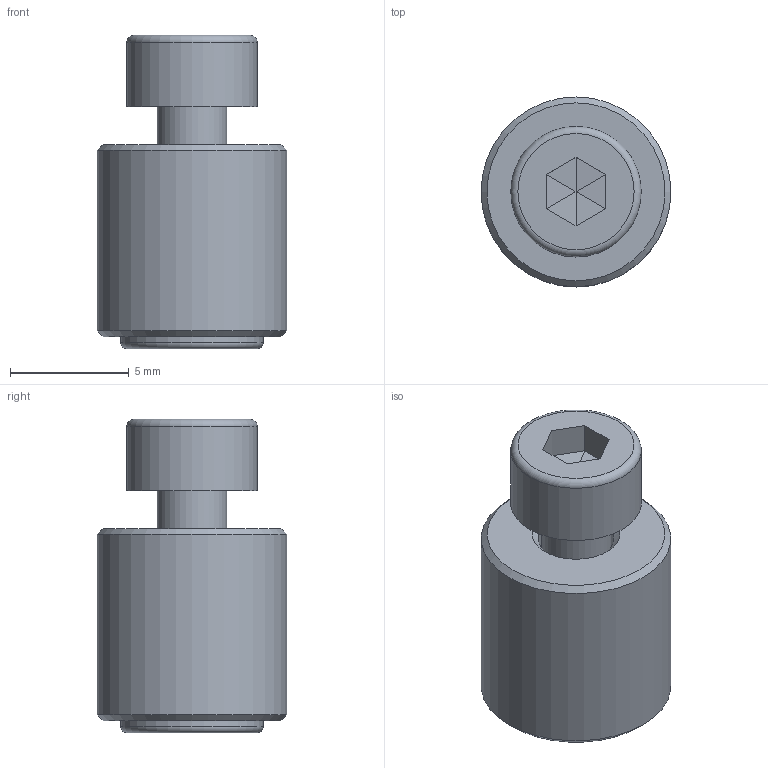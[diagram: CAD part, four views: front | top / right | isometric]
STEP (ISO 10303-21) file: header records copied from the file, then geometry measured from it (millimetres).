
FILE_DESCRIPTION(/* description */ (''),/* implementation_level */ '2;1');
FILE_NAME(/* name */ 'LEDBoardHooker.step',/* time_stamp */ '2026-01-05T18:07:17+08:00',/* author */ (''),/* organization */ (''),/* preprocessor_version */ 'ST-DEVELOPER v20.1',/* originating_system */ 'Autodesk Translation Framework v14.21.0.0',/* authorisation */ '');
FILE_SCHEMA (('AUTOMOTIVE_DESIGN { 1 0 10303 214 3 1 1 }'));
Length unit declared in the file: millimetre
Products named in the file (4): LED Board Hooker; M3 Threaded Insert; N52 M6x2 Magnet; ISO 4762 - M3 x 8 Steel 4.6 Black
Assembly tree (3 placements, depth 2):
  LED Board Hooker
    M3 Threaded Insert
    N52 M6x2 Magnet
    ISO 4762 - M3 x 8 Steel 4.6 Black
Bounding box: 8 x 8 x 13.2 mm (x, y, z)
Volume: 479 mm3; surface area: 796 mm2
Topology: 4 solids, 4 shells, 166 faces, 430 edges, 280 vertices
Faces by surface type: bspline 78, cylinder 37, plane 27, cone 21, torus 3
Full cylindrical faces by diameter (mm): 2.9 x1, 2.927 x1, 3.2 x1, 4.1 x1, 4.25 x2, 4.6 x1, 5.5 x1, 6 x1, 6.2 x1, 8 x1
Entity records: 10013 total; most frequent: CARTESIAN_POINT 6177, ORIENTED_EDGE 860, DIRECTION 643, EDGE_CURVE 430, VERTEX_POINT 280, AXIS2_PLACEMENT_3D 274, EDGE_LOOP 178, FACE_OUTER_BOUND 166
